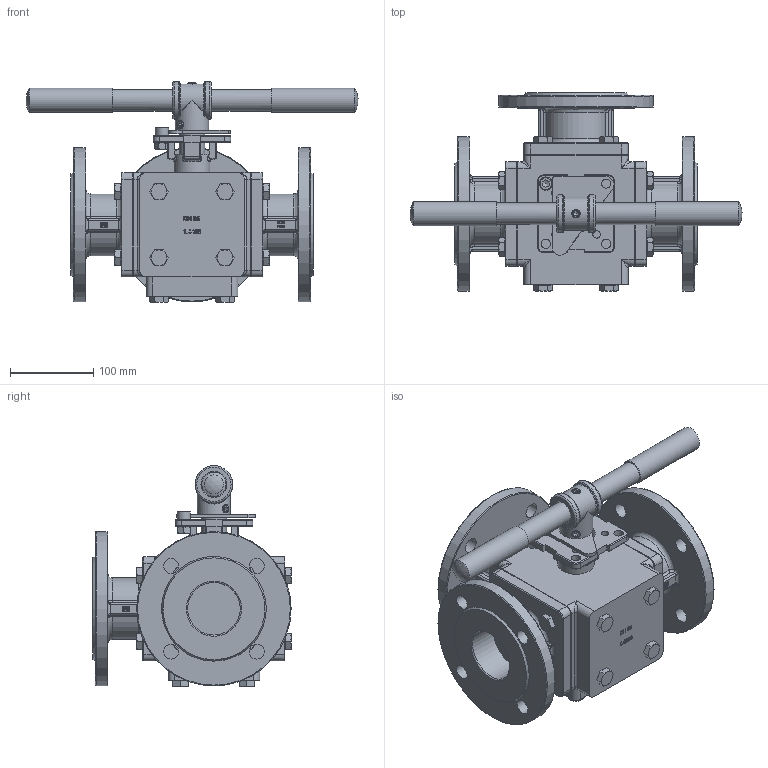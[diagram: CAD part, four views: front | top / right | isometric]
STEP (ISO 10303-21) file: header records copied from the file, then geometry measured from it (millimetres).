
FILE_DESCRIPTION((''),'2;1');
FILE_NAME('640E-65-16-00.stp','2010-08-11T11:56:51',('edu'),(''),'Autodesk Inventor 2010','Autodesk Inventor 2010','');
FILE_SCHEMA(('AUTOMOTIVE_DESIGN { 1 0 10303 214 1 1 1 1 }'));
Length unit declared in the file: millimetre
Products named in the file (1): ENG-004866
Bounding box: 397.76 x 237.5 x 264.5 mm (x, y, z)
Volume: 5448235.9 mm3; surface area: 520737.5 mm2
Topology: 1 solids, 39 shells, 2006 faces, 4980 edges, 3166 vertices
Faces by surface type: plane 843, bspline 665, cylinder 269, cone 169, torus 56, sphere 4
Full cylindrical faces by diameter (mm): 10 x4, 11 x1, 11.053 x20, 12 x20, 16 x1, 17.2 x20, 21.8 x1, 26 x1, 27 x1, 29 x2, 30.458 x1, 40 x1, 44 x1, 45 x2, 46 x1, 63 x3, 185 x3
Entity records: 65278 total; most frequent: CARTESIAN_POINT 21471, ORIENTED_EDGE 9224, DIRECTION 6928, EDGE_CURVE 4612, VERTEX_POINT 3056, EDGE_LOOP 2474, VECTOR 2428, LINE 2428
